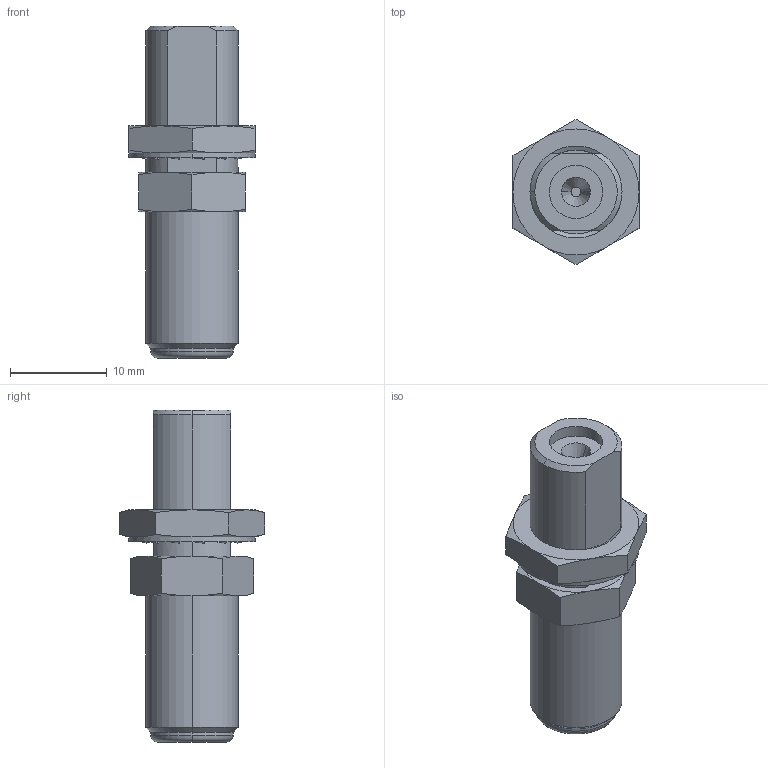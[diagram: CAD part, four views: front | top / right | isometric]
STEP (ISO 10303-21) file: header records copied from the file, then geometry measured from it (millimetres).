
FILE_DESCRIPTION (( 'STEP AP214' ), '1' );
FILE_NAME ('J01602A0000.STEP', '2012-04-16T09:05:27', ( 'swid' ), ( '' ), 'SwSTEP 2.0', 'SolidWorks 2012', '' );
FILE_SCHEMA (( 'AUTOMOTIVE_DESIGN' ));
Length unit declared in the file: millimetre
Products named in the file (1): J01602A0000
Bounding box: 13 x 15.01 x 34.25 mm (x, y, z)
Volume: 2654.7 mm3; surface area: 1568.2 mm2
Topology: 1 solids, 1 shells, 154 faces, 438 edges, 275 vertices
Faces by surface type: plane 49, cone 37, bspline 36, cylinder 30, torus 2
Entity records: 8147 total; most frequent: CARTESIAN_POINT 2880, ORIENTED_EDGE 876, DIRECTION 543, EDGE_CURVE 438, VERTEX_POINT 275, B_SPLINE_CURVE_WITH_KNOTS 236, AXIS2_PLACEMENT_3D 222, EDGE_LOOP 179
